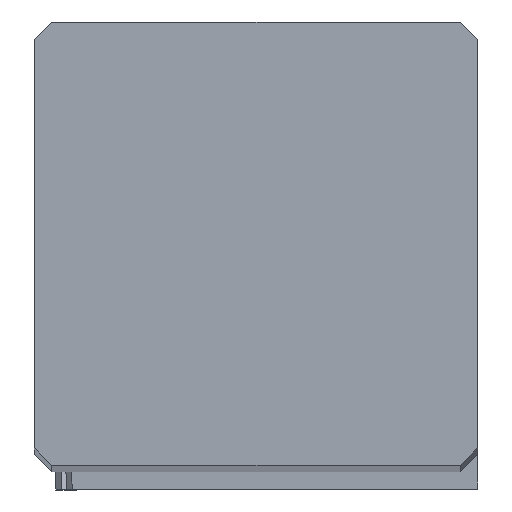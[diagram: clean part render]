
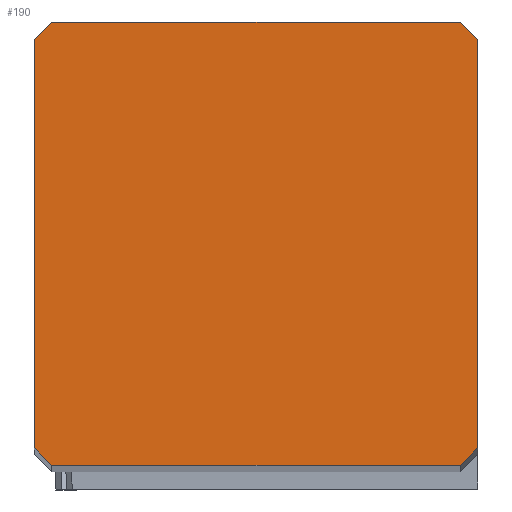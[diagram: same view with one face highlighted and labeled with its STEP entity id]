
A CAD part, top view. The second image highlights one B-rep face of the part: STEP entity #190.
In plain terms, the highlighted planar face has unit normal (0, 0, 1).
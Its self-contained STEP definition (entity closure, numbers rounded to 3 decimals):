
#190=ADVANCED_FACE('',(#348),#284,.T.);
#284=PLANE('',#1945);
#348=FACE_OUTER_BOUND('',#441,.T.);
#441=EDGE_LOOP('',(#615,#616,#617,#618,#619,#620,#621,#622));
#615=ORIENTED_EDGE('',*,*,#1302,.T.);
#616=ORIENTED_EDGE('',*,*,#1274,.F.);
#617=ORIENTED_EDGE('',*,*,#1301,.T.);
#618=ORIENTED_EDGE('',*,*,#1299,.F.);
#619=ORIENTED_EDGE('',*,*,#1303,.T.);
#620=ORIENTED_EDGE('',*,*,#1304,.F.);
#621=ORIENTED_EDGE('',*,*,#1305,.T.);
#622=ORIENTED_EDGE('',*,*,#1306,.F.);
#1088=VERTEX_POINT('',#2726);
#1089=VERTEX_POINT('',#2728);
#1105=VERTEX_POINT('',#2775);
#1106=VERTEX_POINT('',#2777);
#1107=VERTEX_POINT('',#2783);
#1108=VERTEX_POINT('',#2785);
#1109=VERTEX_POINT('',#2787);
#1110=VERTEX_POINT('',#2789);
#1274=EDGE_CURVE('',#1088,#1089,#1538,.T.);
#1299=EDGE_CURVE('',#1105,#1106,#1560,.T.);
#1301=EDGE_CURVE('',#1088,#1106,#1562,.T.);
#1302=EDGE_CURVE('',#1107,#1089,#1563,.T.);
#1303=EDGE_CURVE('',#1105,#1108,#1564,.T.);
#1304=EDGE_CURVE('',#1109,#1108,#1565,.T.);
#1305=EDGE_CURVE('',#1109,#1110,#1566,.T.);
#1306=EDGE_CURVE('',#1107,#1110,#1567,.T.);
#1538=LINE('',#2727,#1709);
#1560=LINE('',#2776,#1731);
#1562=LINE('',#2780,#1733);
#1563=LINE('',#2782,#1734);
#1564=LINE('',#2784,#1735);
#1565=LINE('',#2786,#1736);
#1566=LINE('',#2788,#1737);
#1567=LINE('',#2790,#1738);
#1709=VECTOR('',#2168,1.);
#1731=VECTOR('',#2210,1.);
#1733=VECTOR('',#2214,1.);
#1734=VECTOR('',#2217,1.);
#1735=VECTOR('',#2218,1.);
#1736=VECTOR('',#2219,1.);
#1737=VECTOR('',#2220,1.);
#1738=VECTOR('',#2221,1.);
#1945=AXIS2_PLACEMENT_3D('',#2791,#2222,#2223);
#2168=DIRECTION('',(0.,-1.,0.));
#2210=DIRECTION('',(1.,0.,0.));
#2214=DIRECTION('',(-0.707,0.707,0.));
#2217=DIRECTION('',(0.707,0.707,0.));
#2218=DIRECTION('',(-0.707,-0.707,0.));
#2219=DIRECTION('',(0.,1.,0.));
#2220=DIRECTION('',(0.707,-0.707,0.));
#2221=DIRECTION('',(-1.,0.,0.));
#2222=DIRECTION('',(0.,0.,1.));
#2223=DIRECTION('',(1.,0.,0.));
#2726=CARTESIAN_POINT('',(0.,12.2,0.));
#2727=CARTESIAN_POINT('',(0.,12.2,0.));
#2728=CARTESIAN_POINT('',(0.,0.5,0.));
#2775=CARTESIAN_POINT('',(-12.2,12.7,0.));
#2776=CARTESIAN_POINT('',(-12.2,12.7,0.));
#2777=CARTESIAN_POINT('',(-0.5,12.7,0.));
#2780=CARTESIAN_POINT('',(0.,12.2,0.));
#2782=CARTESIAN_POINT('',(-0.5,0.,0.));
#2783=CARTESIAN_POINT('',(-0.5,0.,0.));
#2784=CARTESIAN_POINT('',(-12.2,12.7,0.));
#2785=CARTESIAN_POINT('',(-12.7,12.2,0.));
#2786=CARTESIAN_POINT('',(-12.7,0.5,0.));
#2787=CARTESIAN_POINT('',(-12.7,0.5,0.));
#2788=CARTESIAN_POINT('',(-12.7,0.5,0.));
#2789=CARTESIAN_POINT('',(-12.2,0.,0.));
#2790=CARTESIAN_POINT('',(-0.5,0.,0.));
#2791=CARTESIAN_POINT('',(-6.35,6.35,0.));
